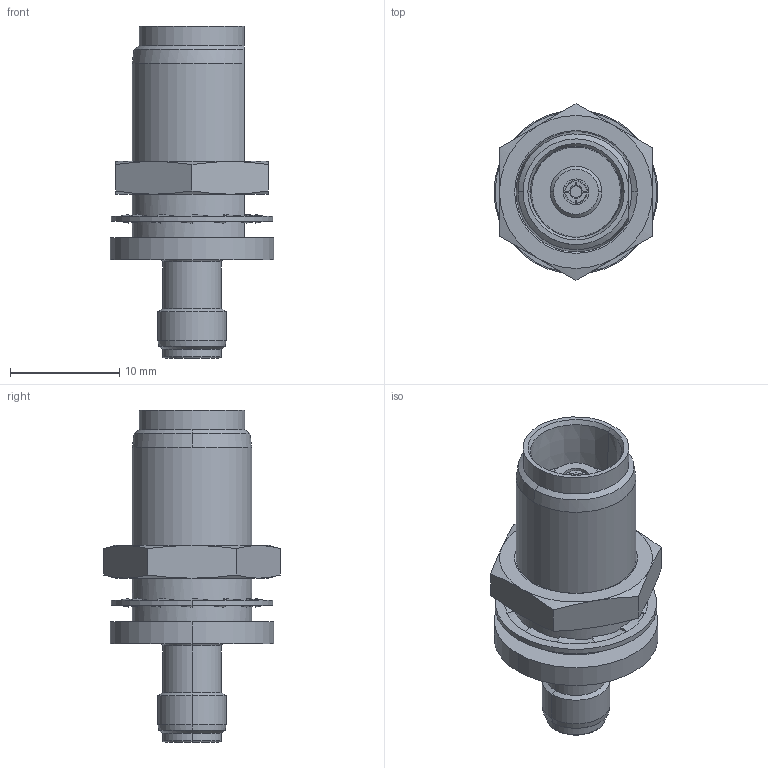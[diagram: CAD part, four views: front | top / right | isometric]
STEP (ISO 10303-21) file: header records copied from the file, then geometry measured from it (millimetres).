
FILE_DESCRIPTION (( 'STEP AP214' ), '1' );
FILE_NAME ('J01019A0028.STEP', '2018-09-24T11:16:17', ( '' ), ( '' ), 'SwSTEP 2.0', 'SolidWorks 2017', '' );
FILE_SCHEMA (( 'AUTOMOTIVE_DESIGN' ));
Length unit declared in the file: millimetre
Products named in the file (1): J01019A0028
Bounding box: 15 x 16.17 x 30.4 mm (x, y, z)
Volume: 2311.9 mm3; surface area: 1872.8 mm2
Topology: 2 solids, 2 shells, 207 faces, 499 edges, 309 vertices
Faces by surface type: plane 88, cylinder 37, bspline 36, cone 36, torus 10
Entity records: 8752 total; most frequent: CARTESIAN_POINT 1902, ORIENTED_EDGE 998, DIRECTION 843, EDGE_CURVE 499, VERTEX_POINT 309, AXIS2_PLACEMENT_3D 284, LINE 275, VECTOR 275
